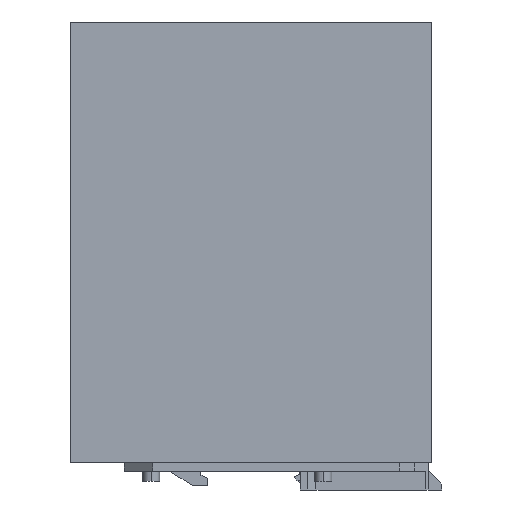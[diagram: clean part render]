
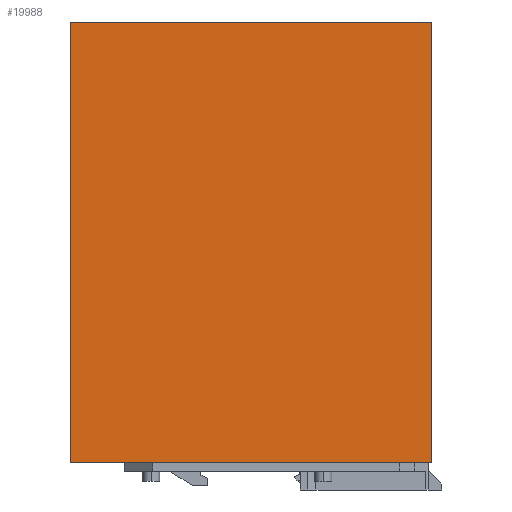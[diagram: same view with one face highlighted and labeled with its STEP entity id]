
A CAD part, left-side view. The second image highlights one B-rep face of the part: STEP entity #19988.
In plain terms, the highlighted planar face has unit normal (-1, 0, 0).
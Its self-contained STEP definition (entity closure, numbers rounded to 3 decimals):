
#787 = EDGE_CURVE ( 'NONE', #14917, #34030, #14100, .T. ) ;
#2197 = PLANE ( 'NONE',  #16236 ) ;
#4052 = LINE ( 'NONE', #20657, #14843 ) ;
#5097 = CARTESIAN_POINT ( 'NONE',  ( -45., -63.5, 0. ) ) ;
#5125 = DIRECTION ( 'NONE',  ( 1., 0., 0. ) ) ;
#10843 = EDGE_CURVE ( 'NONE', #34030, #12880, #24113, .T. ) ;
#12880 = VERTEX_POINT ( 'NONE', #5097 ) ;
#13260 = CARTESIAN_POINT ( 'NONE',  ( -45., 63.5, 0. ) ) ;
#14100 = LINE ( 'NONE', #25390, #31777 ) ;
#14651 = ORIENTED_EDGE ( 'NONE', *, *, #787, .T. ) ;
#14843 = VECTOR ( 'NONE', #28865, 1000. ) ;
#14917 = VERTEX_POINT ( 'NONE', #25428 ) ;
#15053 = EDGE_CURVE ( 'NONE', #12880, #17289, #4052, .T. ) ;
#16236 = AXIS2_PLACEMENT_3D ( 'NONE', #26635, #5125, #21906 ) ;
#16600 = ORIENTED_EDGE ( 'NONE', *, *, #10843, .T. ) ;
#16933 = VECTOR ( 'NONE', #32502, 1000. ) ;
#17289 = VERTEX_POINT ( 'NONE', #26322 ) ;
#17915 = VECTOR ( 'NONE', #24376, 1000. ) ;
#19988 = ADVANCED_FACE ( 'NONE', ( #30108 ), #2197, .F. ) ;
#20657 = CARTESIAN_POINT ( 'NONE',  ( -45., 0., 0. ) ) ;
#21015 = CARTESIAN_POINT ( 'NONE',  ( -45., -63.5, -155. ) ) ;
#21573 = CARTESIAN_POINT ( 'NONE',  ( -45., -63.5, 0. ) ) ;
#21906 = DIRECTION ( 'NONE',  ( 0., 0., -1. ) ) ;
#22929 = EDGE_CURVE ( 'NONE', #17289, #14917, #27120, .T. ) ;
#24113 = LINE ( 'NONE', #21573, #16933 ) ;
#24376 = DIRECTION ( 'NONE',  ( 0., 0., -1. ) ) ;
#25390 = CARTESIAN_POINT ( 'NONE',  ( -45., 0., -155. ) ) ;
#25428 = CARTESIAN_POINT ( 'NONE',  ( -45., 63.5, -155. ) ) ;
#26322 = CARTESIAN_POINT ( 'NONE',  ( -45., 63.5, 0. ) ) ;
#26635 = CARTESIAN_POINT ( 'NONE',  ( -45., 0., 0. ) ) ;
#27120 = LINE ( 'NONE', #13260, #17915 ) ;
#28659 = DIRECTION ( 'NONE',  ( 0., -1., 0. ) ) ;
#28865 = DIRECTION ( 'NONE',  ( 0., 1., 0. ) ) ;
#30108 = FACE_OUTER_BOUND ( 'NONE', #30754, .T. ) ;
#30754 = EDGE_LOOP ( 'NONE', ( #14651, #16600, #31675, #33915 ) ) ;
#31675 = ORIENTED_EDGE ( 'NONE', *, *, #15053, .T. ) ;
#31777 = VECTOR ( 'NONE', #28659, 1000. ) ;
#32502 = DIRECTION ( 'NONE',  ( 0., 0., 1. ) ) ;
#33915 = ORIENTED_EDGE ( 'NONE', *, *, #22929, .T. ) ;
#34030 = VERTEX_POINT ( 'NONE', #21015 ) ;
